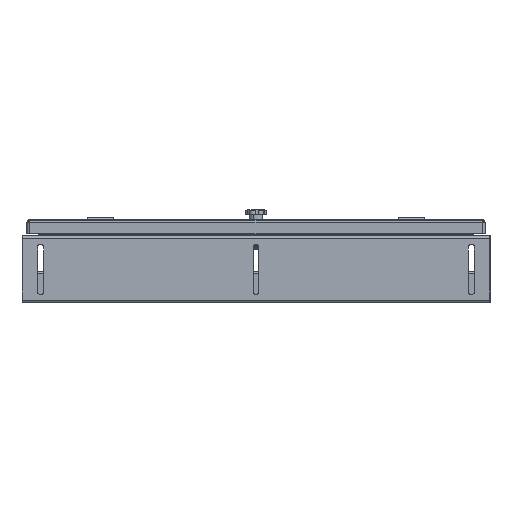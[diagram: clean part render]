
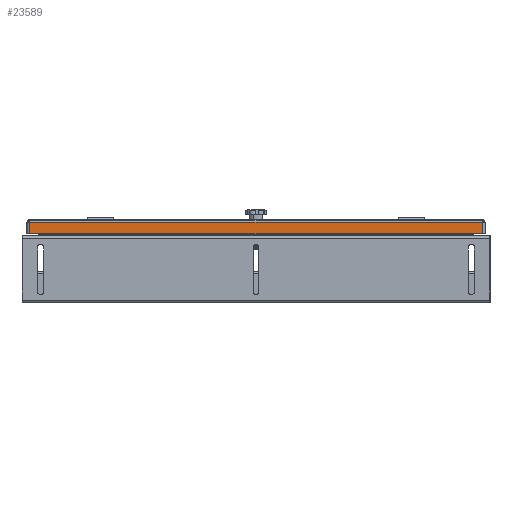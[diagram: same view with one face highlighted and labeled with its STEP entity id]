
A CAD part, left-side view. The second image highlights one B-rep face of the part: STEP entity #23589.
In plain terms, the highlighted planar face has unit normal (-1, 0, 0).
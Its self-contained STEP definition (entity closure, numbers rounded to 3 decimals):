
#843 = CARTESIAN_POINT ( 'NONE',  ( -265., 268.6, -17. ) ) ;
#1052 = DIRECTION ( 'NONE',  ( 0., -1., 0. ) ) ;
#1165 = LINE ( 'NONE', #24084, #18986 ) ;
#1613 = CARTESIAN_POINT ( 'NONE',  ( -265., 268.5, -3.15 ) ) ;
#2059 = VECTOR ( 'NONE', #30509, 1000. ) ;
#2397 = CARTESIAN_POINT ( 'NONE',  ( -265., 268.5, -3. ) ) ;
#2617 = ORIENTED_EDGE ( 'NONE', *, *, #8798, .F. ) ;
#3398 = CARTESIAN_POINT ( 'NONE',  ( -265., 268.6, -17. ) ) ;
#4216 = CARTESIAN_POINT ( 'NONE',  ( -265., -268.6, -3.15 ) ) ;
#4508 = ORIENTED_EDGE ( 'NONE', *, *, #11041, .T. ) ;
#6336 = VERTEX_POINT ( 'NONE', #23460 ) ;
#7081 = VECTOR ( 'NONE', #9714, 1000. ) ;
#8714 = LINE ( 'NONE', #16932, #30823 ) ;
#8798 = EDGE_CURVE ( 'NONE', #27020, #6336, #19842, .T. ) ;
#9075 = CARTESIAN_POINT ( 'NONE',  ( -265., -271.5, -3. ) ) ;
#9606 = LINE ( 'NONE', #20069, #2059 ) ;
#9714 = DIRECTION ( 'NONE',  ( 0., 0., -1. ) ) ;
#9750 = ORIENTED_EDGE ( 'NONE', *, *, #33831, .F. ) ;
#10573 = ORIENTED_EDGE ( 'NONE', *, *, #29588, .F. ) ;
#10830 = VERTEX_POINT ( 'NONE', #2397 ) ;
#11041 = EDGE_CURVE ( 'NONE', #15194, #17959, #26835, .T. ) ;
#11523 = VECTOR ( 'NONE', #22921, 1000. ) ;
#13259 = VECTOR ( 'NONE', #13815, 1000. ) ;
#13815 = DIRECTION ( 'NONE',  ( 0., 0., -1. ) ) ;
#14011 = EDGE_CURVE ( 'NONE', #10830, #25365, #33191, .T. ) ;
#15194 = VERTEX_POINT ( 'NONE', #32033 ) ;
#15205 = CARTESIAN_POINT ( 'NONE',  ( -265., -268.6, -17. ) ) ;
#16296 = DIRECTION ( 'NONE',  ( 0., 1., 0. ) ) ;
#16932 = CARTESIAN_POINT ( 'NONE',  ( -265., 268.6, -3.15 ) ) ;
#17522 = CARTESIAN_POINT ( 'NONE',  ( -265., -268.5, -3.15 ) ) ;
#17618 = VECTOR ( 'NONE', #32357, 1000. ) ;
#17945 = EDGE_CURVE ( 'NONE', #33632, #27538, #1165, .T. ) ;
#17959 = VERTEX_POINT ( 'NONE', #843 ) ;
#18784 = VECTOR ( 'NONE', #16296, 1000. ) ;
#18986 = VECTOR ( 'NONE', #29569, 1000. ) ;
#19197 = CARTESIAN_POINT ( 'NONE',  ( -265., -268.5, -3. ) ) ;
#19842 = LINE ( 'NONE', #15205, #11523 ) ;
#20069 = CARTESIAN_POINT ( 'NONE',  ( -265., -271.5, -17. ) ) ;
#20180 = CARTESIAN_POINT ( 'NONE',  ( -265., 0., 0. ) ) ;
#20517 = CARTESIAN_POINT ( 'NONE',  ( -265., 268.5, 0. ) ) ;
#20548 = ORIENTED_EDGE ( 'NONE', *, *, #20620, .F. ) ;
#20620 = EDGE_CURVE ( 'NONE', #15194, #25365, #8714, .T. ) ;
#22402 = PLANE ( 'NONE',  #32965 ) ;
#22746 = FACE_OUTER_BOUND ( 'NONE', #27908, .T. ) ;
#22921 = DIRECTION ( 'NONE',  ( 0., 0., -1. ) ) ;
#23460 = CARTESIAN_POINT ( 'NONE',  ( -265., -268.6, -17. ) ) ;
#23589 = ADVANCED_FACE ( 'NONE', ( #22746 ), #22402, .F. ) ;
#23848 = LINE ( 'NONE', #26909, #18784 ) ;
#24084 = CARTESIAN_POINT ( 'NONE',  ( -265., -268.5, 0. ) ) ;
#24822 = ORIENTED_EDGE ( 'NONE', *, *, #28925, .T. ) ;
#25298 = DIRECTION ( 'NONE',  ( 0., 0., -1. ) ) ;
#25365 = VERTEX_POINT ( 'NONE', #1613 ) ;
#26835 = LINE ( 'NONE', #3398, #13259 ) ;
#26909 = CARTESIAN_POINT ( 'NONE',  ( -265., -268.6, -3.15 ) ) ;
#27020 = VERTEX_POINT ( 'NONE', #4216 ) ;
#27076 = LINE ( 'NONE', #9075, #17618 ) ;
#27538 = VERTEX_POINT ( 'NONE', #17522 ) ;
#27908 = EDGE_LOOP ( 'NONE', ( #9750, #2617, #24822, #32178, #10573, #33621, #20548, #4508 ) ) ;
#28925 = EDGE_CURVE ( 'NONE', #27020, #27538, #23848, .T. ) ;
#29569 = DIRECTION ( 'NONE',  ( 0., 0., -1. ) ) ;
#29588 = EDGE_CURVE ( 'NONE', #10830, #33632, #27076, .T. ) ;
#30280 = DIRECTION ( 'NONE',  ( 1., 0., 0. ) ) ;
#30509 = DIRECTION ( 'NONE',  ( 0., 1., 0. ) ) ;
#30823 = VECTOR ( 'NONE', #1052, 1000. ) ;
#32033 = CARTESIAN_POINT ( 'NONE',  ( -265., 268.6, -3.15 ) ) ;
#32178 = ORIENTED_EDGE ( 'NONE', *, *, #17945, .F. ) ;
#32357 = DIRECTION ( 'NONE',  ( 0., -1., 0. ) ) ;
#32965 = AXIS2_PLACEMENT_3D ( 'NONE', #20180, #30280, #25298 ) ;
#33191 = LINE ( 'NONE', #20517, #7081 ) ;
#33621 = ORIENTED_EDGE ( 'NONE', *, *, #14011, .T. ) ;
#33632 = VERTEX_POINT ( 'NONE', #19197 ) ;
#33831 = EDGE_CURVE ( 'NONE', #6336, #17959, #9606, .T. ) ;
